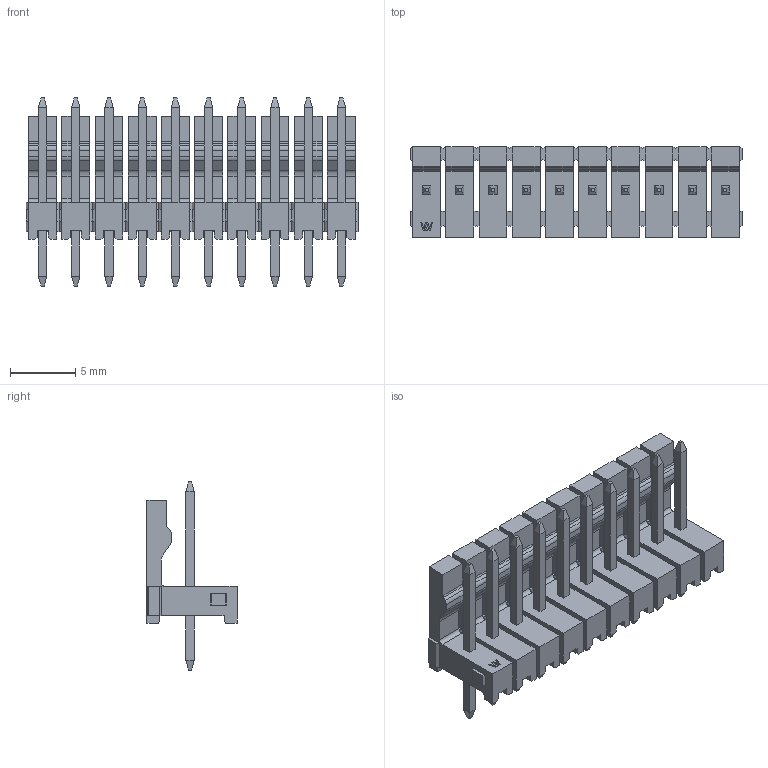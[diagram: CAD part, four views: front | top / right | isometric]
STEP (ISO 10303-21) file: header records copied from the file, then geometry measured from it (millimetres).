
FILE_DESCRIPTION( ('This file contains a STEP AP42 implementation' ,'as created by ZW3D STEP Interface translator.') ,'2;1' );
FILE_NAME( 'WF2545-CWS10W02.stp' ,'24 1 5.1728 1', (''), ('ZWCAD Software Co.'), 'Version 1.0', 'ZW3D to STEP translator', '' );
FILE_SCHEMA(('AUTOMOTIVE_DESIGN { 1 0 10303 214 1 1 1 1 }'));
Length unit declared in the file: millimetre
Products named in the file (2): 0; WF2545-CWS10W02
Bounding box: 25.4 x 6.9 x 14.4 mm (x, y, z)
Volume: 560.3 mm3; surface area: 1659.9 mm2
Topology: 1 solids, 1 shells, 847 faces, 2293 edges, 1462 vertices
Faces by surface type: plane 797, cylinder 50
Entity records: 26800 total; most frequent: CARTESIAN_POINT 4603, ORIENTED_EDGE 4586, DIRECTION 4089, EDGE_CURVE 2293, VECTOR 2193, LINE 2193, VERTEX_POINT 1462, AXIS2_PLACEMENT_3D 948
